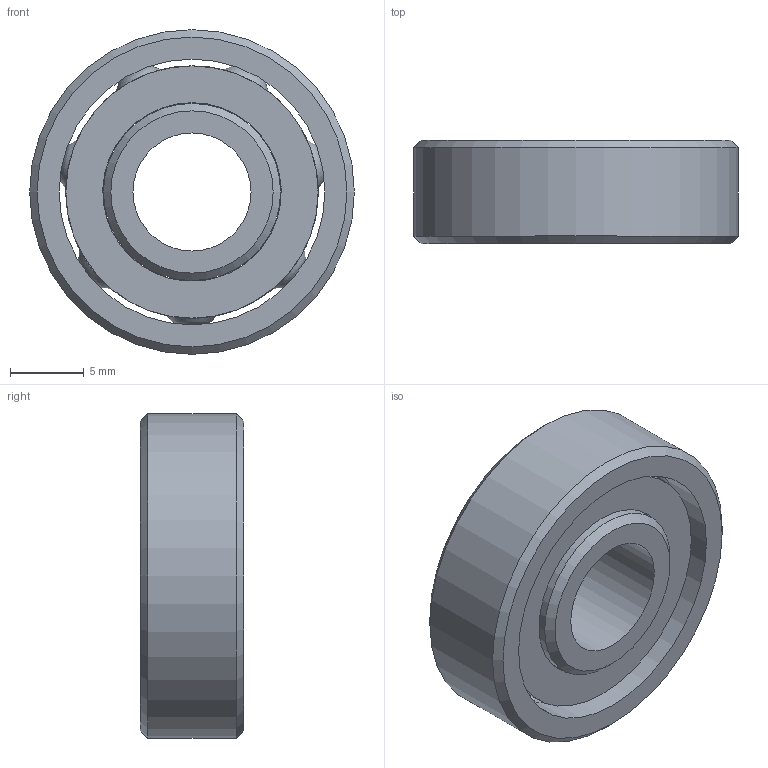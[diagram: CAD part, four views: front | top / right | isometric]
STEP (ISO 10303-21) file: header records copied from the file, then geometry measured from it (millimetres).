
FILE_DESCRIPTION (( 'STEP AP214' ), '1' );
FILE_NAME ('Ceramic Bearing (ID 8mm OD 22mm).STEP', '2019-01-11T09:55:47', ( '' ), ( '' ), 'SwSTEP 2.0', 'SolidWorks 2017', '' );
FILE_SCHEMA (( 'AUTOMOTIVE_DESIGN' ));
Length unit declared in the file: millimetre
Products named in the file (5): Outerring; Ball; Holder; Ceramic Bearing (ID 8mm OD 22mm); Innerring
Assembly tree (10 placements, depth 2):
  Ceramic Bearing (ID 8mm OD 22mm)
    Outerring
    Innerring
    Holder
    Ball  x7
Bounding box: 22 x 7 x 22 mm (x, y, z)
Volume: 1757.5 mm3; surface area: 2672.2 mm2
Topology: 10 solids, 10 shells, 58 faces, 149 edges, 96 vertices
Faces by surface type: plane 26, cylinder 17, sphere 7, cone 4, torus 4
Full cylindrical faces by diameter (mm): 8 x1, 11 x1, 12 x2, 12.1 x1, 17.1 x1, 18 x2, 19 x1, 22 x1
Entity records: 2082 total; most frequent: CARTESIAN_POINT 699, DIRECTION 258, ORIENTED_EDGE 212, EDGE_CURVE 106, AXIS2_PLACEMENT_3D 101, VERTEX_POINT 78, EDGE_LOOP 74, FACE_OUTER_BOUND 65
